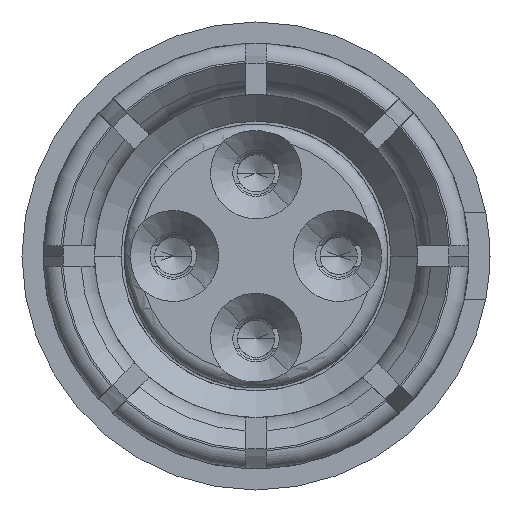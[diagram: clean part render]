
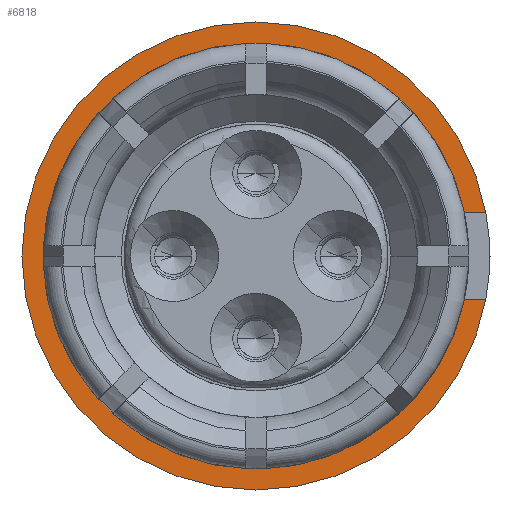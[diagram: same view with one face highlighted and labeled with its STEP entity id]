
A CAD part, front view. The second image highlights one B-rep face of the part: STEP entity #6818.
In plain terms, the highlighted planar face has unit normal (0, -1, 0).
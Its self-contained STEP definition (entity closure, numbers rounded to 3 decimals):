
#93=CARTESIAN_POINT('',(0.,-0.79,0.));
#94=DIRECTION('',(0.,1.,0.));
#95=DIRECTION('',(-1.,0.,0.));
#96=AXIS2_PLACEMENT_3D('',#93,#94,#95);
#98=CARTESIAN_POINT('',(0.,-0.79,0.));
#99=DIRECTION('',(0.,-1.,0.));
#100=DIRECTION('',(-1.,0.,0.));
#101=AXIS2_PLACEMENT_3D('',#98,#99,#100);
#103=CARTESIAN_POINT('',(0.,-0.79,0.));
#104=DIRECTION('',(0.,-1.,0.));
#105=DIRECTION('',(-1.,0.,0.));
#106=AXIS2_PLACEMENT_3D('',#103,#104,#105);
#112=CARTESIAN_POINT('',(0.,-0.79,0.));
#113=DIRECTION('',(0.,1.,0.));
#114=DIRECTION('',(-1.,0.,0.));
#115=AXIS2_PLACEMENT_3D('',#112,#113,#114);
#5486=CARTESIAN_POINT('',(-3.99,-0.79,0.));
#5488=VERTEX_POINT('',#5486);
#5498=CARTESIAN_POINT('',(3.99,-0.79,0.));
#5500=VERTEX_POINT('',#5498);
#5817=CARTESIAN_POINT('',(-3.582,-0.79,0.));
#5819=VERTEX_POINT('',#5817);
#5821=CARTESIAN_POINT('',(3.582,-0.79,0.));
#5823=VERTEX_POINT('',#5821);
#6803=CARTESIAN_POINT('',(0.,-0.79,0.));
#6804=DIRECTION('',(0.,-1.,0.));
#6805=DIRECTION('',(-1.,0.,0.));
#6806=AXIS2_PLACEMENT_3D('',#6803,#6804,#6805);
#6807=PLANE('',#6806);
#6808=ORIENTED_EDGE('',*,*,#6798,.T.);
#6809=ORIENTED_EDGE('',*,*,#6782,.F.);
#6810=EDGE_LOOP('',(#6808,#6809));
#6811=FACE_OUTER_BOUND('',#6810,.F.);
#6813=ORIENTED_EDGE('',*,*,#6812,.T.);
#6815=ORIENTED_EDGE('',*,*,#6814,.F.);
#6816=EDGE_LOOP('',(#6813,#6815));
#6817=FACE_BOUND('',#6816,.F.);
#6818=ADVANCED_FACE('',(#6811,#6817),#6807,.T.);
#97=CIRCLE('',#96,3.99);
#102=CIRCLE('',#101,3.99);
#107=CIRCLE('',#106,3.582);
#116=CIRCLE('',#115,3.582);
#6782=EDGE_CURVE('',#5488,#5500,#102,.T.);
#6798=EDGE_CURVE('',#5488,#5500,#97,.T.);
#6812=EDGE_CURVE('',#5819,#5823,#107,.T.);
#6814=EDGE_CURVE('',#5819,#5823,#116,.T.);
